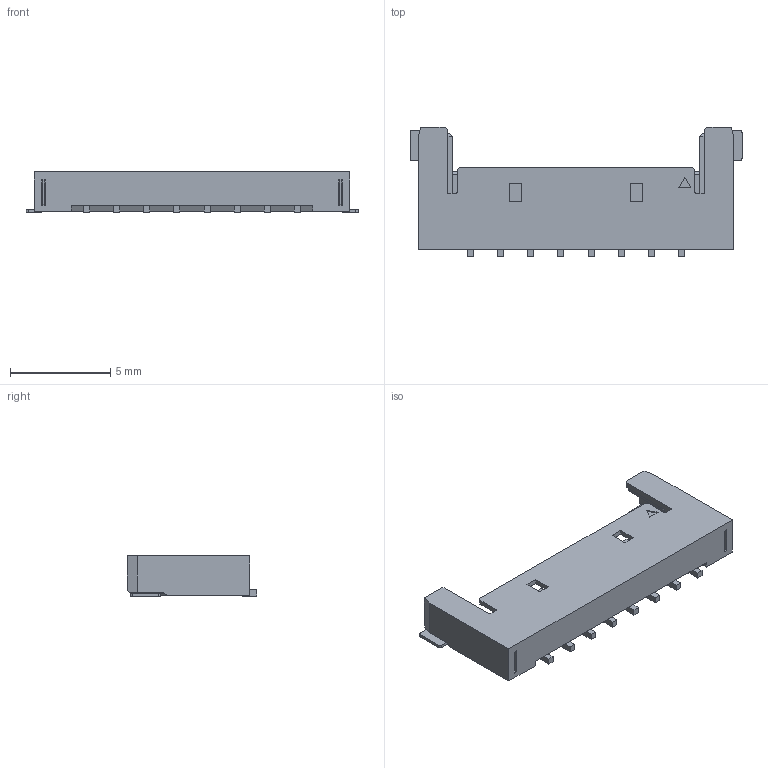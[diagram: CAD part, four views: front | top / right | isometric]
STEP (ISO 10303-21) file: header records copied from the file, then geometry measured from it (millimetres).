
FILE_DESCRIPTION( ( 'STEP AP214' ), '1' );
FILE_NAME( 'psolqas13373712611.stp', '2019-07-15T11:37:37', ( '' ), ( '' ), ' ', 'PARTsolutions', ' ' );
FILE_SCHEMA( ( 'AUTOMOTIVE_DESIGN { 1 0 10303 214 1 1 1 1 }' ) );
Length unit declared in the file: metre
Products named in the file (1): 1
Bounding box: 16.55 x 6.44 x 2 mm (x, y, z)
Volume: 83.6 mm3; surface area: 401.6 mm2
Topology: 1 solids, 1 shells, 374 faces, 1037 edges, 664 vertices
Faces by surface type: plane 290, cylinder 68, sphere 16
Entity records: 11768 total; most frequent: CARTESIAN_POINT 2076, ORIENTED_EDGE 2074, DIRECTION 1923, EDGE_CURVE 1037, LINE 901, VECTOR 901, VERTEX_POINT 664, AXIS2_PLACEMENT_3D 511
